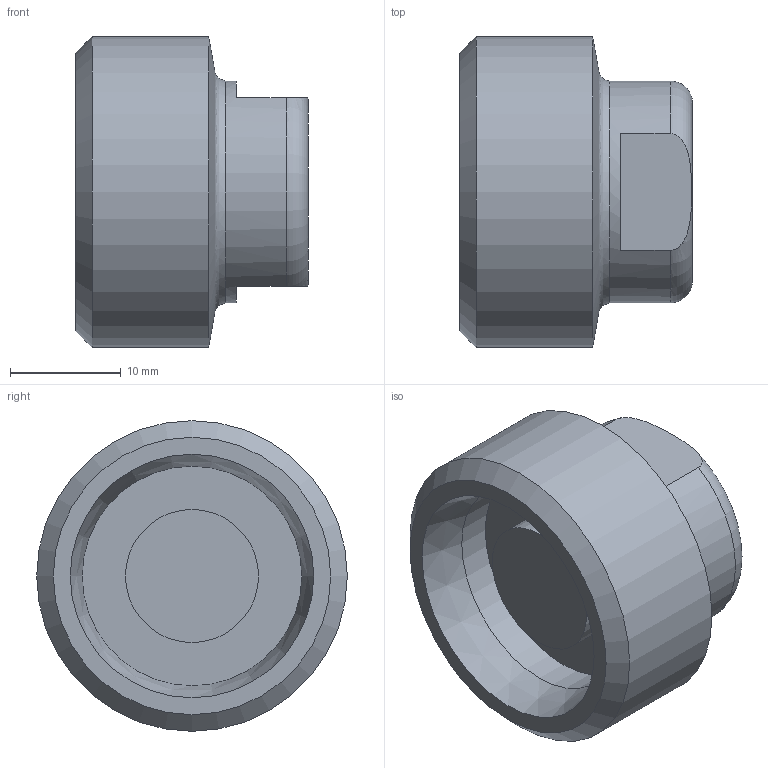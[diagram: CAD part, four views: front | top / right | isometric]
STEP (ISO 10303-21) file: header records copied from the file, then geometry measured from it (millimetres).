
FILE_DESCRIPTION((''),'2;1');
FILE_NAME('11700010X.stp','2010-08-04T13:50:23',('thilbrands'),(''),'Autodesk Inventor 2008','Autodesk Inventor 2008','');
FILE_SCHEMA(('AUTOMOTIVE_DESIGN { 1 0 10303 214 1 1 1 1 }'));
Length unit declared in the file: millimetre
Products named in the file (1): 117000101
Bounding box: 21 x 28 x 28 mm (x, y, z)
Volume: 8100.7 mm3; surface area: 3167 mm2
Topology: 1 solids, 1 shells, 17 faces, 33 edges, 20 vertices
Faces by surface type: plane 6, cylinder 4, bspline 3, cone 3, torus 1
Full cylindrical faces by diameter (mm): 12 x1, 19.8 x1, 20 x1, 28 x1
Entity records: 544 total; most frequent: CARTESIAN_POINT 212, DIRECTION 66, ORIENTED_EDGE 46, AXIS2_PLACEMENT_3D 30, EDGE_LOOP 28, EDGE_CURVE 23, VERTEX_POINT 19, FACE_OUTER_BOUND 17
